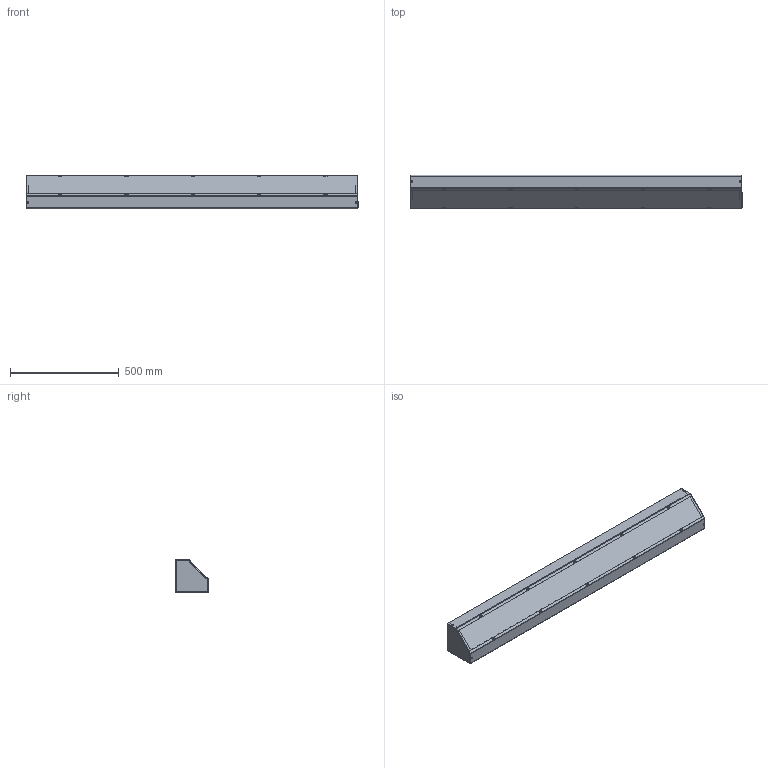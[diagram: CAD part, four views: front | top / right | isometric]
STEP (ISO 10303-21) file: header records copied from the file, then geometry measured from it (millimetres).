
FILE_DESCRIPTION (( 'STEP AP214' ), '1' );
FILE_NAME ('S6660ATNK.STEP', '2021-09-24T12:37:22', ( '' ), ( '' ), 'SwSTEP 2.0', 'SolidWorks 2021', '' );
FILE_SCHEMA (( 'AUTOMOTIVE_DESIGN' ));
Length unit declared in the file: inch
Products named in the file (1): S6660ATNK
Bounding box: 1524 x 154.43 x 154.43 mm (x, y, z)
Volume: 1278322.9 mm3; surface area: 1844469.2 mm2
Topology: 26 solids, 26 shells, 1140 faces, 2994 edges, 1928 vertices
Faces by surface type: plane 410, cone 270, cylinder 248, bspline 180, torus 32
Full cylindrical faces by diameter (mm): 3.175 x12, 3.277 x12, 4.343 x10, 4.595 x80, 6.655 x12, 7.144 x8, 7.937 x4, 7.938 x6
Entity records: 38618 total; most frequent: CARTESIAN_POINT 15383, DIRECTION 4544, ORIENTED_EDGE 4240, EDGE_CURVE 2120, AXIS2_PLACEMENT_3D 1829, EDGE_LOOP 1726, VERTEX_POINT 1534, FACE_OUTER_BOUND 1418
